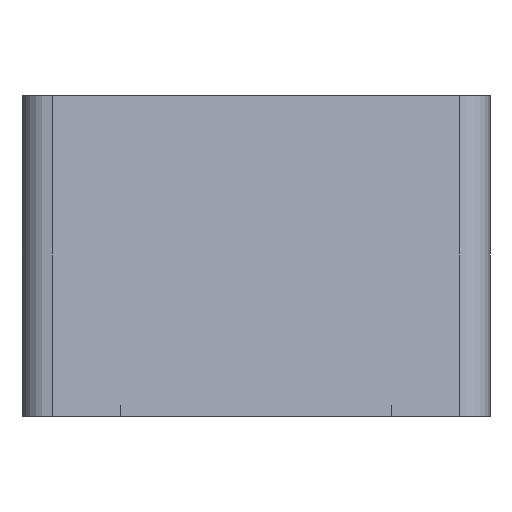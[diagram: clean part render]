
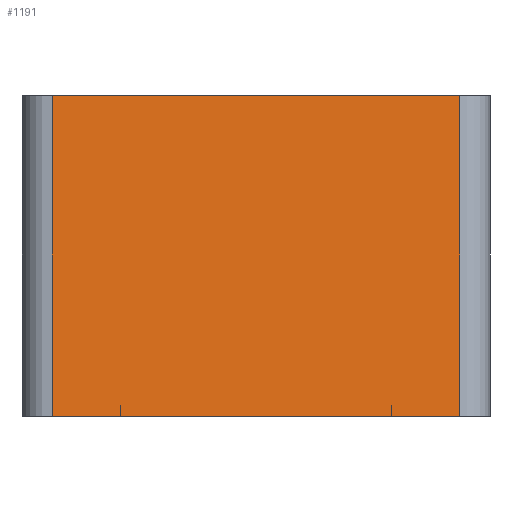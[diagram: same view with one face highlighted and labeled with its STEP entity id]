
A CAD part, front view. The second image highlights one B-rep face of the part: STEP entity #1191.
In plain terms, the highlighted planar face has unit normal (0, -0.995, 0.104).
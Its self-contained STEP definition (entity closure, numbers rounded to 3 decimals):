
#1178=AXIS2_PLACEMENT_3D('Plane Axis2P3D',#1175,#1176,#1177) ;
#757=CARTESIAN_POINT('Vertex',(7.25,0.,0.)) ;
#760=CARTESIAN_POINT('Line Origine',(3.875,0.,0.)) ;
#764=CARTESIAN_POINT('Vertex',(0.5,0.,0.)) ;
#1037=CARTESIAN_POINT('Vertex',(0.5,0.555,5.3)) ;
#1040=CARTESIAN_POINT('Line Origine',(3.875,0.555,5.3)) ;
#1044=CARTESIAN_POINT('Vertex',(7.25,0.555,5.3)) ;
#1162=CARTESIAN_POINT('Line Origine',(7.25,0.28,2.676)) ;
#1175=CARTESIAN_POINT('Axis2P3D Location',(3.875,0.555,5.3)) ;
#1180=CARTESIAN_POINT('Line Origine',(0.5,0.278,2.65)) ;
#761=DIRECTION('Vector Direction',(1.,0.,0.)) ;
#1041=DIRECTION('Vector Direction',(1.,0.,0.)) ;
#1163=DIRECTION('Vector Direction',(0.,-0.104,-0.995)) ;
#1176=DIRECTION('Axis2P3D Direction',(0.,-0.995,0.104)) ;
#1177=DIRECTION('Axis2P3D XDirection',(0.,-0.104,-0.995)) ;
#1181=DIRECTION('Vector Direction',(0.,-0.104,-0.995)) ;
#762=VECTOR('Line Direction',#761,1.) ;
#1042=VECTOR('Line Direction',#1041,1.) ;
#1164=VECTOR('Line Direction',#1163,1.) ;
#1182=VECTOR('Line Direction',#1181,1.) ;
#1186=ORIENTED_EDGE('',*,*,#766,.T.) ;
#1187=ORIENTED_EDGE('',*,*,#1166,.T.) ;
#1188=ORIENTED_EDGE('',*,*,#1046,.F.) ;
#1189=ORIENTED_EDGE('',*,*,#1184,.T.) ;
#1191=ADVANCED_FACE('CB 120/4.5 - Variante SG',(#1190),#1179,.T.) ;
#766=EDGE_CURVE('',#765,#758,#763,.T.) ;
#1046=EDGE_CURVE('',#1038,#1045,#1043,.T.) ;
#1166=EDGE_CURVE('',#758,#1045,#1165,.F.) ;
#1184=EDGE_CURVE('',#1038,#765,#1183,.T.) ;
#1185=EDGE_LOOP('',(#1186,#1187,#1188,#1189)) ;
#1190=FACE_OUTER_BOUND('',#1185,.T.) ;
#763=LINE('Line',#760,#762) ;
#1043=LINE('Line',#1040,#1042) ;
#1165=LINE('Line',#1162,#1164) ;
#1183=LINE('Line',#1180,#1182) ;
#1179=PLANE('',#1178) ;
#758=VERTEX_POINT('',#757) ;
#765=VERTEX_POINT('',#764) ;
#1038=VERTEX_POINT('',#1037) ;
#1045=VERTEX_POINT('',#1044) ;
